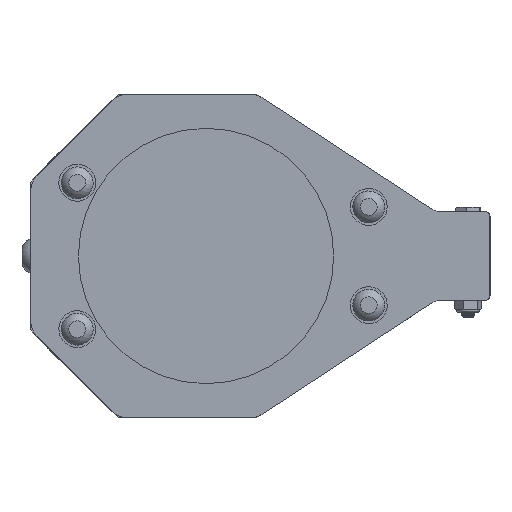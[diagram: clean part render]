
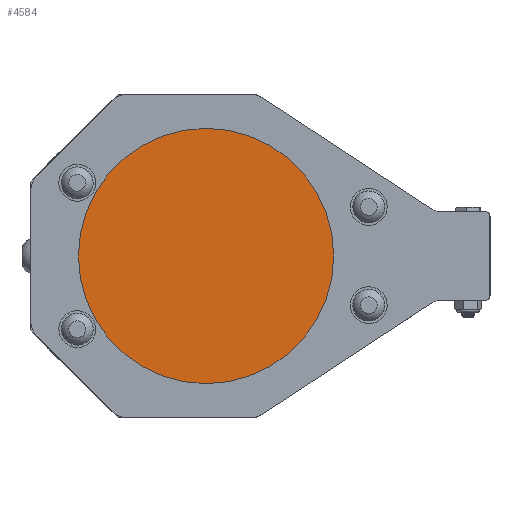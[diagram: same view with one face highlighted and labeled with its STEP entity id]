
A CAD part, left-side view. The second image highlights one B-rep face of the part: STEP entity #4584.
In plain terms, the highlighted planar face has unit normal (-1, 0, 0).
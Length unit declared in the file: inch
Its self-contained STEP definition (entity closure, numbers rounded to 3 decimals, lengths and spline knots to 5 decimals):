
#1025=PLANE('',#5077);
#1359=FACE_OUTER_BOUND('',#1754,.T.);
#1754=EDGE_LOOP('',(#4043));
#2076=CIRCLE('',#5076,1.5);
#2472=VERTEX_POINT('',#12297);
#3022=EDGE_CURVE('',#2472,#2472,#2076,.T.);
#4043=ORIENTED_EDGE('',*,*,#3022,.T.);
#4584=ADVANCED_FACE('',(#1359),#1025,.T.);
#5076=AXIS2_PLACEMENT_3D('',#12298,#6255,#6256);
#5077=AXIS2_PLACEMENT_3D('',#12299,#6257,#6258);
#6255=DIRECTION('center_axis',(-1.,0.,0.));
#6256=DIRECTION('ref_axis',(0.,0.,-1.));
#6257=DIRECTION('center_axis',(-1.,0.,0.));
#6258=DIRECTION('ref_axis',(0.,0.,1.));
#12297=CARTESIAN_POINT('',(-7.63847,0.10643,2.09941));
#12298=CARTESIAN_POINT('Origin',(-7.63847,0.10643,0.59941));
#12299=CARTESIAN_POINT('Origin',(-7.63847,0.10643,0.59941));
